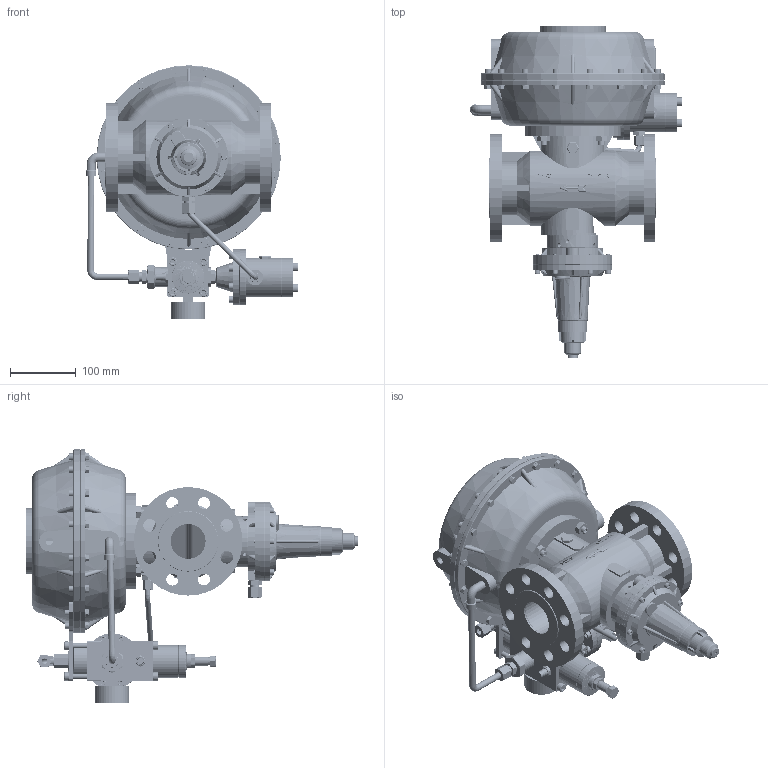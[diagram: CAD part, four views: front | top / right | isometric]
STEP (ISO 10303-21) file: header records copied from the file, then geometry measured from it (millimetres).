
FILE_DESCRIPTION (( 'STEP AP214' ), '1' );
FILE_NAME ('F50S-P.STEP', '2022-11-21T07:16:26', ( '' ), ( '' ), 'SwSTEP 2.0', 'SolidWorks 2018', '' );
FILE_SCHEMA (( 'AUTOMOTIVE_DESIGN' ));
Length unit declared in the file: millimetre
Products named in the file (58): 2.13.0002; 2.13.0379; 2.13.0034; 2.13.0240; 2.13.0383; 2.13.0380; 2.13.0418; 2.13.0384; 2.13.0179; 2.13.0389; 2.13.0072; 2.13.0276; 2.13.0642; 2.13.0631; 2.13.0618; 2.13.0445; 2.13.0595; 2.13.0584; 2.13.0407; SSV^F50S-P 18.11.2022; 2.13.0386; 2.13.0026; 2.13.0502; 2.13.0317; 2.13.0062; 2.13.0434; 2.13.0524; F50S-P; 2.13.0083; 2.13.0381; 2.13.0141; 2.13.0425; 2.13.0115; 2.13.0430; 2.13.0641; 2.13.0318; 2.13.0387; 2.13.0526; 2.13.0074; 2.13.0619 ...
Assembly tree (165 placements, depth 3):
  F50S-P
    2.13.0006  x12
    2.13.0025  x32
    2.13.0026  x16
    2.13.0034
    2.13.0083  x4
    2.13.0093
    2.13.0111  x4
    2.13.0141
    2.13.0248
    2.13.0502
    2.13.0526
    2.13.0595
    2.13.0618
    2.13.0619
    2.13.0622
    2.13.0640
    2.13.0641
    2.13.0642
    2.13.0664  x4
    SSV^F50S-P 18.11.2022
      2.13.0062
      2.13.0072
      2.13.0073
      2.13.0074
      2.13.0075
      2.13.0115  x4
      2.13.0123
      2.13.0179  x6
      2.13.0276
      2.13.0317
      2.13.0318
      2.13.0487
      2.13.0524
    Pilot A
      2.13.0002
      2.13.0073  x2
      2.13.0074  x3
      2.13.0075  x3
      2.13.0382
      2.13.0383
      2.13.0384
      2.13.0385
      2.13.0386
      2.13.0387
      2.13.0389
      2.13.0407
      2.13.0418
      2.13.0425
      2.13.0430  x8
      2.13.0434
      2.13.0445
      2.13.0584
      2.13.0631
    PÝLOT B
      2.13.0073  x2
      2.13.0074  x2
      2.13.0075
      2.13.0240
      2.13.0379
Bounding box: 322.67 x 504.7 x 385.39 mm (x, y, z)
Volume: 5396444.5 mm3; surface area: 1413793.8 mm2
Topology: 163 solids, 165 shells, 4546 faces, 10684 edges, 6776 vertices
Faces by surface type: plane 1767, cylinder 1564, cone 710, torus 250, bspline 244, sphere 11
Entity records: 110366 total; most frequent: CARTESIAN_POINT 42978, DIRECTION 13094, ORIENTED_EDGE 12894, EDGE_CURVE 6447, AXIS2_PLACEMENT_3D 5334, VERTEX_POINT 4124, EDGE_LOOP 3209, CIRCLE 2752
